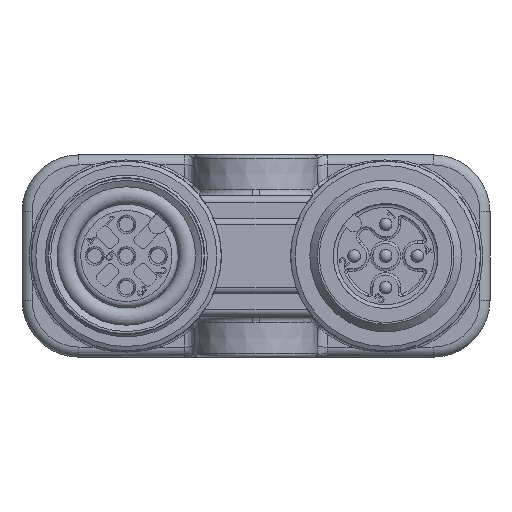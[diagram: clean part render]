
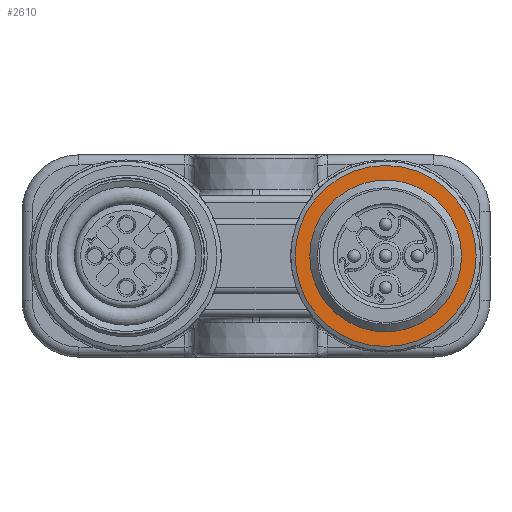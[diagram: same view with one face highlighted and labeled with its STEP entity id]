
A CAD part, front view. The second image highlights one B-rep face of the part: STEP entity #2610.
In plain terms, the highlighted planar face has unit normal (0, -1, 0).
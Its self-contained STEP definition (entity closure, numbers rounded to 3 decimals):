
#1126=FACE_BOUND('',#5597,.T.);
#1127=FACE_BOUND('',#5598,.T.);
#1642=PLANE('',#22544);
#2610=ADVANCED_FACE('',(#1126,#1127),#1642,.F.);
#5597=EDGE_LOOP('',(#12840));
#5598=EDGE_LOOP('',(#12841));
#12840=ORIENTED_EDGE('',*,*,#19215,.F.);
#12841=ORIENTED_EDGE('',*,*,#19216,.T.);
#16570=VERTEX_POINT('',#39155);
#16571=VERTEX_POINT('',#39158);
#19215=EDGE_CURVE('',#16570,#16570,#21111,.T.);
#19216=EDGE_CURVE('',#16571,#16571,#21112,.T.);
#21111=CIRCLE('',#22541,6.);
#21112=CIRCLE('',#22543,7.154);
#22541=AXIS2_PLACEMENT_3D('',#39154,#26137,#26138);
#22543=AXIS2_PLACEMENT_3D('',#39157,#26141,#26142);
#22544=AXIS2_PLACEMENT_3D('',#39159,#26143,#26144);
#26137=DIRECTION('',(0.,-1.,0.));
#26138=DIRECTION('',(-0.866,0.,0.5));
#26141=DIRECTION('',(0.,-1.,0.));
#26142=DIRECTION('',(-0.866,0.,0.5));
#26143=DIRECTION('',(0.,1.,0.));
#26144=DIRECTION('',(0.866,0.,-0.5));
#39154=CARTESIAN_POINT('',(10.25,-109.9,0.));
#39155=CARTESIAN_POINT('',(5.054,-109.9,3.));
#39157=CARTESIAN_POINT('',(10.25,-109.9,0.));
#39158=CARTESIAN_POINT('',(4.055,-109.9,3.577));
#39159=CARTESIAN_POINT('',(6.673,-109.9,-6.195));
